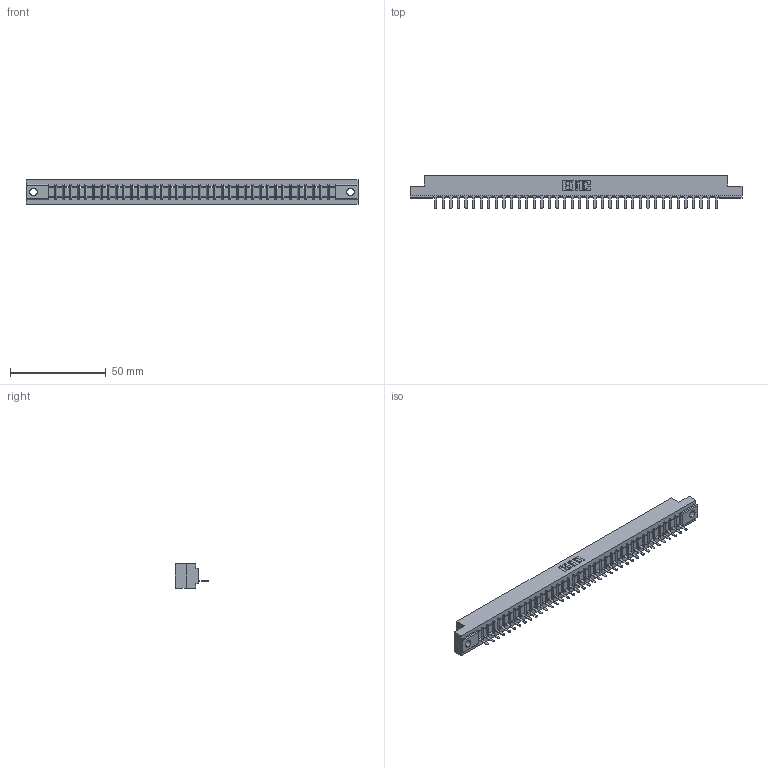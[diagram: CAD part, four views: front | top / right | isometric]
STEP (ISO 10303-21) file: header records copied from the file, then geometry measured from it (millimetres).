
FILE_DESCRIPTION (( 'STEP AP203' ), '1' );
FILE_NAME ('357-038-525-104.STEP', '2019-09-14T08:39:09', ( '' ), ( '' ), 'SwSTEP 2.0', 'SolidWorks 2016', '' );
FILE_SCHEMA (( 'CONFIG_CONTROL_DESIGN' ));
Length unit declared in the file: inch
Products named in the file (3): 307-290-001_525; 357-038-525-104; 307 Part_.156 Dia Mounting Holes
Assembly tree (39 placements, depth 2):
  357-038-525-104
    307 Part_.156 Dia Mounting Holes
    307-290-001_525  x38
Bounding box: 173.58 x 17.42 x 12.7 mm (x, y, z)
Volume: 17861.9 mm3; surface area: 18450.2 mm2
Topology: 39 solids, 39 shells, 2299 faces, 6515 edges, 4186 vertices
Faces by surface type: plane 1490, cylinder 731, sphere 78
Entity records: 33456 total; most frequent: CARTESIAN_POINT 5638, ORIENTED_EDGE 5622, DIRECTION 5477, EDGE_CURVE 2811, VECTOR 2163, LINE 2163, VERTEX_POINT 1818, AXIS2_PLACEMENT_3D 1657
